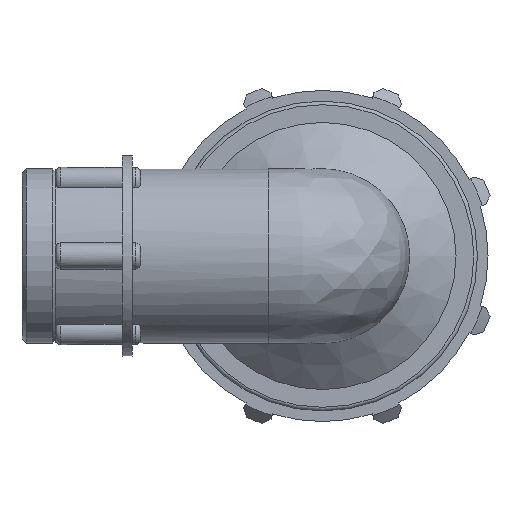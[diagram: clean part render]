
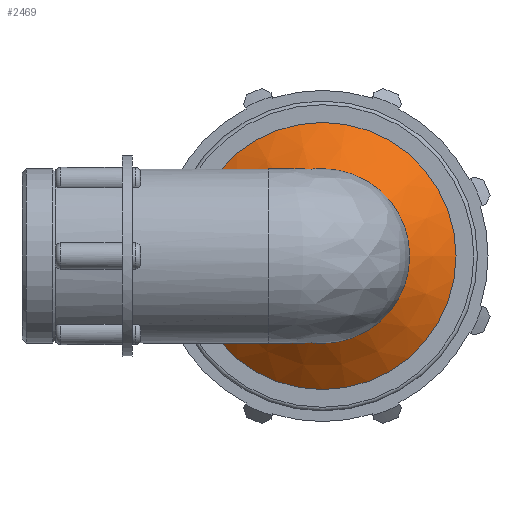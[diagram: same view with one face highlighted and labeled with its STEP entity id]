
A CAD part, left-side view. The second image highlights one B-rep face of the part: STEP entity #2469.
In plain terms, the highlighted conical face has half-angle 50 degrees and reference radius 18.029 mm.
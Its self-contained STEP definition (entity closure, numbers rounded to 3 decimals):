
#58=CONICAL_SURFACE('',#2759,18.029,50.);
#86=FACE_BOUND('',#731,.T.);
#573=FACE_OUTER_BOUND('',#730,.T.);
#730=EDGE_LOOP('',(#2139,#2140));
#731=EDGE_LOOP('',(#2141));
#842=CIRCLE('',#2625,15.676);
#903=CIRCLE('',#2760,24.);
#936=B_SPLINE_CURVE_WITH_KNOTS('',3,(#4010,#4011,#4012,#4013,#4014,#4015,
#4016,#4017,#4018,#4019,#4020,#4021,#4022,#4023,#4024,#4025,#4026,#4027),
 .UNSPECIFIED.,.F.,.F.,(4,2,2,2,2,2,2,2,4),(6.104,6.2,
6.537,6.823,7.109,7.394,7.68,
8.017,8.113),.UNSPECIFIED.);
#1023=VERTEX_POINT('',#4008);
#1024=VERTEX_POINT('',#4009);
#1162=VERTEX_POINT('',#4582);
#1287=EDGE_CURVE('',#1023,#1024,#936,.T.);
#1308=EDGE_CURVE('',#1023,#1024,#842,.T.);
#1500=EDGE_CURVE('',#1162,#1162,#903,.T.);
#2139=ORIENTED_EDGE('',*,*,#1308,.T.);
#2140=ORIENTED_EDGE('',*,*,#1287,.F.);
#2141=ORIENTED_EDGE('',*,*,#1500,.F.);
#2469=ADVANCED_FACE('',(#573,#86),#58,.T.);
#2625=AXIS2_PLACEMENT_3D('',#4064,#3088,#3089);
#2759=AXIS2_PLACEMENT_3D('',#4581,#3454,#3455);
#2760=AXIS2_PLACEMENT_3D('',#4583,#3456,#3457);
#3088=DIRECTION('center_axis',(1.,0.,0.));
#3089=DIRECTION('ref_axis',(0.,-1.,0.));
#3454=DIRECTION('center_axis',(1.,0.,0.));
#3455=DIRECTION('ref_axis',(0.,1.,0.));
#3456=DIRECTION('center_axis',(1.,0.,0.));
#3457=DIRECTION('ref_axis',(0.,0.,-1.));
#4008=CARTESIAN_POINT('',(13.282,13.282,8.326));
#4009=CARTESIAN_POINT('',(13.282,13.282,-8.326));
#4010=CARTESIAN_POINT('Ctrl Pts',(13.282,13.282,8.326));
#4011=CARTESIAN_POINT('Ctrl Pts',(13.396,13.556,8.145));
#4012=CARTESIAN_POINT('Ctrl Pts',(13.51,13.826,7.954));
#4013=CARTESIAN_POINT('Ctrl Pts',(14.02,15.012,7.059));
#4014=CARTESIAN_POINT('Ctrl Pts',(14.402,15.852,6.255));
#4015=CARTESIAN_POINT('Ctrl Pts',(14.978,17.086,4.69));
#4016=CARTESIAN_POINT('Ctrl Pts',(15.231,17.615,3.827));
#4017=CARTESIAN_POINT('Ctrl Pts',(15.582,18.339,1.959));
#4018=CARTESIAN_POINT('Ctrl Pts',(15.676,18.529,0.953));
#4019=CARTESIAN_POINT('Ctrl Pts',(15.676,18.529,-0.953));
#4020=CARTESIAN_POINT('Ctrl Pts',(15.582,18.339,-1.959));
#4021=CARTESIAN_POINT('Ctrl Pts',(15.231,17.615,-3.827));
#4022=CARTESIAN_POINT('Ctrl Pts',(14.978,17.086,-4.69));
#4023=CARTESIAN_POINT('Ctrl Pts',(14.402,15.852,-6.255));
#4024=CARTESIAN_POINT('Ctrl Pts',(14.02,15.012,-7.059));
#4025=CARTESIAN_POINT('Ctrl Pts',(13.51,13.826,-7.954));
#4026=CARTESIAN_POINT('Ctrl Pts',(13.396,13.556,-8.145));
#4027=CARTESIAN_POINT('Ctrl Pts',(13.282,13.282,-8.326));
#4064=CARTESIAN_POINT('Origin',(13.282,0.,0.));
#4581=CARTESIAN_POINT('Origin',(15.257,0.,0.));
#4582=CARTESIAN_POINT('',(20.267,24.,0.));
#4583=CARTESIAN_POINT('Origin',(20.267,0.,0.));
